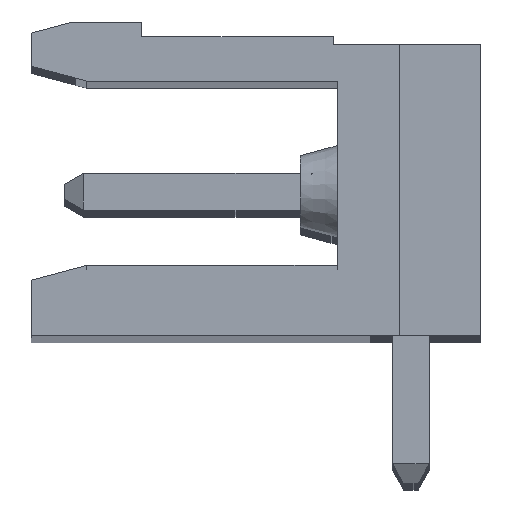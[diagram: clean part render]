
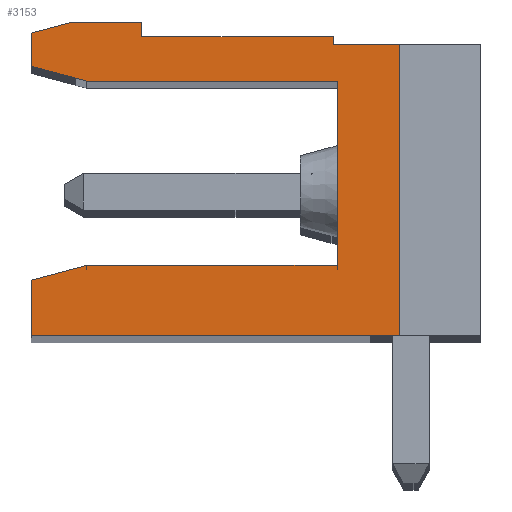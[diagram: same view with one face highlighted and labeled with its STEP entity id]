
A CAD part, top view. The second image highlights one B-rep face of the part: STEP entity #3153.
In plain terms, the highlighted planar face has unit normal (0, 0, 1).
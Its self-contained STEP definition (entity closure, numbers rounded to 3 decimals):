
#3153 = ADVANCED_FACE( '', ( #6588 ), #6589, .T. );
#6588 = FACE_OUTER_BOUND( '', #10254, .T. );
#6589 = PLANE( '', #10255 );
#10254 = EDGE_LOOP( '', ( #19782, #19783, #19784, #19785, #19786, #19787, #19788, #19789, #19790, #19791, #19792, #19793, #19794, #19795, #19796 ) );
#10255 = AXIS2_PLACEMENT_3D( '', #19797, #19798, #19799 );
#19782 = ORIENTED_EDGE( '', *, *, #24868, .T. );
#19783 = ORIENTED_EDGE( '', *, *, #25690, .T. );
#19784 = ORIENTED_EDGE( '', *, *, #25582, .T. );
#19785 = ORIENTED_EDGE( '', *, *, #24756, .T. );
#19786 = ORIENTED_EDGE( '', *, *, #25691, .F. );
#19787 = ORIENTED_EDGE( '', *, *, #25226, .T. );
#19788 = ORIENTED_EDGE( '', *, *, #23634, .F. );
#19789 = ORIENTED_EDGE( '', *, *, #25692, .F. );
#19790 = ORIENTED_EDGE( '', *, *, #25693, .F. );
#19791 = ORIENTED_EDGE( '', *, *, #24691, .T. );
#19792 = ORIENTED_EDGE( '', *, *, #21988, .T. );
#19793 = ORIENTED_EDGE( '', *, *, #25694, .T. );
#19794 = ORIENTED_EDGE( '', *, *, #23039, .T. );
#19795 = ORIENTED_EDGE( '', *, *, #23972, .T. );
#19796 = ORIENTED_EDGE( '', *, *, #25631, .T. );
#19797 = CARTESIAN_POINT( '', ( 194.225, 204.71, 106.68 ) );
#19798 = DIRECTION( '', ( 0., 0., 1. ) );
#19799 = DIRECTION( '', ( 1., 0., 0. ) );
#21988 = EDGE_CURVE( '', #26248, #26423, #26425, .T. );
#23039 = EDGE_CURVE( '', #28195, #28200, #28202, .T. );
#23634 = EDGE_CURVE( '', #29146, #29148, #29149, .T. );
#23972 = EDGE_CURVE( '', #28200, #29672, #29674, .T. );
#24691 = EDGE_CURVE( '', #30677, #26248, #30679, .T. );
#24756 = EDGE_CURVE( '', #30756, #30754, #30757, .T. );
#24868 = EDGE_CURVE( '', #30911, #30909, #30912, .T. );
#25226 = EDGE_CURVE( '', #31361, #29148, #31362, .T. );
#25582 = EDGE_CURVE( '', #31765, #30756, #31767, .T. );
#25631 = EDGE_CURVE( '', #29672, #30911, #31819, .T. );
#25690 = EDGE_CURVE( '', #30909, #31765, #31883, .T. );
#25691 = EDGE_CURVE( '', #31361, #30754, #31884, .T. );
#25692 = EDGE_CURVE( '', #31885, #29146, #31886, .T. );
#25693 = EDGE_CURVE( '', #30677, #31885, #31887, .T. );
#25694 = EDGE_CURVE( '', #26423, #28195, #31888, .T. );
#26248 = VERTEX_POINT( '', #32564 );
#26423 = VERTEX_POINT( '', #32827 );
#26425 = LINE( '', #32830, #32831 );
#28195 = VERTEX_POINT( '', #35422 );
#28200 = VERTEX_POINT( '', #35429 );
#28202 = LINE( '', #35432, #35433 );
#29146 = VERTEX_POINT( '', #36853 );
#29148 = VERTEX_POINT( '', #36856 );
#29149 = LINE( '', #36857, #36858 );
#29672 = VERTEX_POINT( '', #37673 );
#29674 = LINE( '', #37676, #37677 );
#30677 = VERTEX_POINT( '', #39200 );
#30679 = LINE( '', #39203, #39204 );
#30754 = VERTEX_POINT( '', #39313 );
#30756 = VERTEX_POINT( '', #39316 );
#30757 = LINE( '', #39317, #39318 );
#30909 = VERTEX_POINT( '', #39533 );
#30911 = VERTEX_POINT( '', #39536 );
#30912 = LINE( '', #39537, #39538 );
#31361 = VERTEX_POINT( '', #40200 );
#31362 = LINE( '', #40201, #40202 );
#31765 = VERTEX_POINT( '', #40812 );
#31767 = LINE( '', #40815, #40816 );
#31819 = LINE( '', #40889, #40890 );
#31883 = LINE( '', #40982, #40983 );
#31884 = LINE( '', #40984, #40985 );
#31885 = VERTEX_POINT( '', #40986 );
#31886 = LINE( '', #40987, #40988 );
#31887 = LINE( '', #40989, #40990 );
#31888 = LINE( '', #40991, #40992 );
#32564 = CARTESIAN_POINT( '', ( 197.225, 204.71, 106.68 ) );
#32827 = CARTESIAN_POINT( '', ( 195.345, 204.71, 106.68 ) );
#32830 = CARTESIAN_POINT( '', ( 195.718, 204.71, 106.68 ) );
#32831 = VECTOR( '', #41613, 1000. );
#35422 = CARTESIAN_POINT( '', ( 194.225, 204.41, 106.68 ) );
#35429 = CARTESIAN_POINT( '', ( 194.225, 203.51, 106.68 ) );
#35432 = CARTESIAN_POINT( '', ( 194.225, 204.31, 106.68 ) );
#35433 = VECTOR( '', #42534, 1000. );
#36853 = CARTESIAN_POINT( '', ( 202.425, 204.11, 106.68 ) );
#36856 = CARTESIAN_POINT( '', ( 204.225, 204.11, 106.68 ) );
#36857 = CARTESIAN_POINT( '', ( 206.425, 204.11, 106.68 ) );
#36858 = VECTOR( '', #43015, 1000. );
#37673 = CARTESIAN_POINT( '', ( 195.718, 203.11, 106.68 ) );
#37676 = CARTESIAN_POINT( '', ( 193.925, 203.591, 106.68 ) );
#37677 = VECTOR( '', #43303, 1000. );
#39200 = CARTESIAN_POINT( '', ( 197.225, 204.31, 106.68 ) );
#39203 = CARTESIAN_POINT( '', ( 197.225, 204.81, 106.68 ) );
#39204 = VECTOR( '', #43879, 1000. );
#39313 = CARTESIAN_POINT( '', ( 194.225, 196.21, 106.68 ) );
#39316 = CARTESIAN_POINT( '', ( 194.225, 197.708, 106.68 ) );
#39317 = CARTESIAN_POINT( '', ( 194.225, 204.31, 106.68 ) );
#39318 = VECTOR( '', #43924, 1000. );
#39533 = CARTESIAN_POINT( '', ( 202.525, 198.11, 106.68 ) );
#39536 = CARTESIAN_POINT( '', ( 202.525, 203.11, 106.68 ) );
#39537 = CARTESIAN_POINT( '', ( 202.525, 204.71, 106.68 ) );
#39538 = VECTOR( '', #44073, 1000. );
#40200 = CARTESIAN_POINT( '', ( 204.225, 196.21, 106.68 ) );
#40201 = CARTESIAN_POINT( '', ( 204.225, 204.71, 106.68 ) );
#40202 = VECTOR( '', #44344, 1000. );
#40812 = CARTESIAN_POINT( '', ( 195.725, 198.11, 106.68 ) );
#40815 = CARTESIAN_POINT( '', ( 195.976, 198.177, 106.68 ) );
#40816 = VECTOR( '', #44565, 1000. );
#40889 = CARTESIAN_POINT( '', ( 194.225, 203.11, 106.68 ) );
#40890 = VECTOR( '', #44584, 1000. );
#40982 = CARTESIAN_POINT( '', ( 194.225, 198.11, 106.68 ) );
#40983 = VECTOR( '', #44619, 1000. );
#40984 = CARTESIAN_POINT( '', ( 194.225, 196.21, 106.68 ) );
#40985 = VECTOR( '', #44620, 1000. );
#40986 = CARTESIAN_POINT( '', ( 202.425, 204.31, 106.68 ) );
#40987 = CARTESIAN_POINT( '', ( 202.425, 204.11, 106.68 ) );
#40988 = VECTOR( '', #44621, 1000. );
#40989 = CARTESIAN_POINT( '', ( 202.425, 204.31, 106.68 ) );
#40990 = VECTOR( '', #44622, 1000. );
#40991 = CARTESIAN_POINT( '', ( 194.225, 204.41, 106.68 ) );
#40992 = VECTOR( '', #44623, 1000. );
#41613 = DIRECTION( '', ( -1., 0., 0. ) );
#42534 = DIRECTION( '', ( 0., -1., 0. ) );
#43015 = DIRECTION( '', ( 1., 0., 0. ) );
#43303 = DIRECTION( '', ( 0.966, -0.259, 0. ) );
#43879 = DIRECTION( '', ( 0., 1., 0. ) );
#43924 = DIRECTION( '', ( 0., -1., 0. ) );
#44073 = DIRECTION( '', ( 0., -1., 0. ) );
#44344 = DIRECTION( '', ( 0., 1., 0. ) );
#44565 = DIRECTION( '', ( -0.966, -0.259, 0. ) );
#44584 = DIRECTION( '', ( 1., 0., 0. ) );
#44619 = DIRECTION( '', ( -1., 0., 0. ) );
#44620 = DIRECTION( '', ( -1., 0., 0. ) );
#44621 = DIRECTION( '', ( 0., -1., 0. ) );
#44622 = DIRECTION( '', ( 1., 0., 0. ) );
#44623 = DIRECTION( '', ( -0.966, -0.259, 0. ) );
